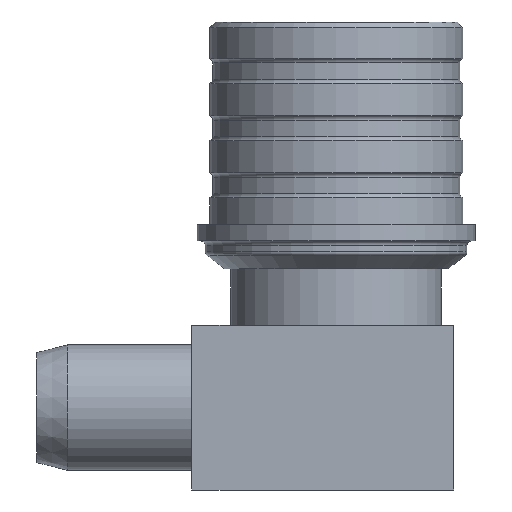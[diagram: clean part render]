
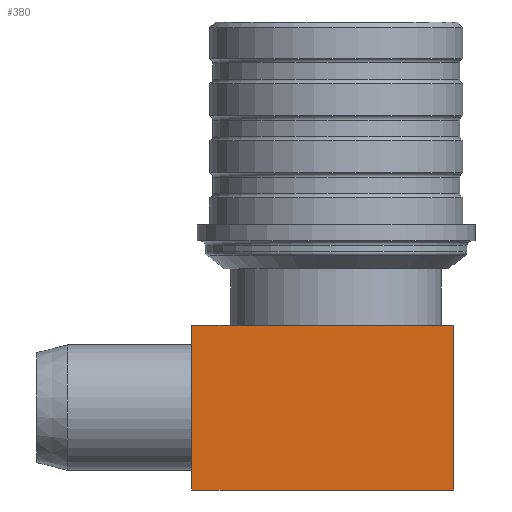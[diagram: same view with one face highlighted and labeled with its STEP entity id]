
A CAD part, front view. The second image highlights one B-rep face of the part: STEP entity #380.
In plain terms, the highlighted planar face has unit normal (0, -1, 0).
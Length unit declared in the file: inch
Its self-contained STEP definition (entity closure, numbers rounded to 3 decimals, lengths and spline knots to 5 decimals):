
#299 = VERTEX_POINT ( 'NONE', #1374 ) ;
#300 = VERTEX_POINT ( 'NONE', #1373 ) ;
#323 = VERTEX_POINT ( 'NONE', #1452 ) ;
#328 = EDGE_CURVE ( 'NONE', #300, #323, #1447, .T. ) ;
#338 = EDGE_CURVE ( 'NONE', #300, #299, #1483, .T. ) ;
#350 = VERTEX_POINT ( 'NONE', #1469 ) ;
#354 = EDGE_CURVE ( 'NONE', #299, #350, #1464, .T. ) ;
#359 = EDGE_LOOP ( 'NONE', ( #364, #365, #362, #373 ) ) ;
#362 = ORIENTED_EDGE ( 'NONE', *, *, #354, .F. ) ;
#364 = ORIENTED_EDGE ( 'NONE', *, *, #328, .T. ) ;
#365 = ORIENTED_EDGE ( 'NONE', *, *, #370, .T. ) ;
#370 = EDGE_CURVE ( 'NONE', #323, #350, #1509, .T. ) ;
#373 = ORIENTED_EDGE ( 'NONE', *, *, #338, .F. ) ;
#380 = ADVANCED_FACE ( 'NONE', ( #1557 ), #1556, .F. ) ;
#1373 = CARTESIAN_POINT ( 'NONE',  ( -0.215, -0.167, -0.2456 ) ) ;
#1374 = CARTESIAN_POINT ( 'NONE',  ( -0.215, -0.167, 0. ) ) ;
#1444 = DIRECTION ( 'NONE',  ( 1., 0., 0. ) ) ;
#1445 = VECTOR ( 'NONE', #1444, 39.37008 ) ;
#1446 = CARTESIAN_POINT ( 'NONE',  ( -0.65265, -0.167, -0.2456 ) ) ;
#1447 = LINE ( 'NONE', #1446, #1445 ) ;
#1452 = CARTESIAN_POINT ( 'NONE',  ( 0.175, -0.167, -0.2456 ) ) ;
#1464 = LINE ( 'NONE', #1528, #1527 ) ;
#1469 = CARTESIAN_POINT ( 'NONE',  ( 0.175, -0.167, 0. ) ) ;
#1480 = DIRECTION ( 'NONE',  ( 0., 0., 1. ) ) ;
#1481 = VECTOR ( 'NONE', #1480, 39.37008 ) ;
#1482 = CARTESIAN_POINT ( 'NONE',  ( -0.215, -0.167, -0.09415 ) ) ;
#1483 = LINE ( 'NONE', #1482, #1481 ) ;
#1506 = DIRECTION ( 'NONE',  ( 0., 0., 1. ) ) ;
#1507 = VECTOR ( 'NONE', #1506, 39.37008 ) ;
#1508 = CARTESIAN_POINT ( 'NONE',  ( 0.175, -0.167, -0.09415 ) ) ;
#1509 = LINE ( 'NONE', #1508, #1507 ) ;
#1526 = DIRECTION ( 'NONE',  ( 1., 0., 0. ) ) ;
#1527 = VECTOR ( 'NONE', #1526, 39.37008 ) ;
#1528 = CARTESIAN_POINT ( 'NONE',  ( -0.65265, -0.167, 0. ) ) ;
#1549 = DIRECTION ( 'NONE',  ( 0., 0., 1. ) ) ;
#1550 = DIRECTION ( 'NONE',  ( 0., 1., 0. ) ) ;
#1551 = CARTESIAN_POINT ( 'NONE',  ( -0.65265, -0.167, -0.09415 ) ) ;
#1554 = AXIS2_PLACEMENT_3D ( 'NONE', #1551, #1550, #1549 ) ;
#1556 = PLANE ( 'NONE',  #1554 ) ;
#1557 = FACE_OUTER_BOUND ( 'NONE', #359, .T. ) ;
